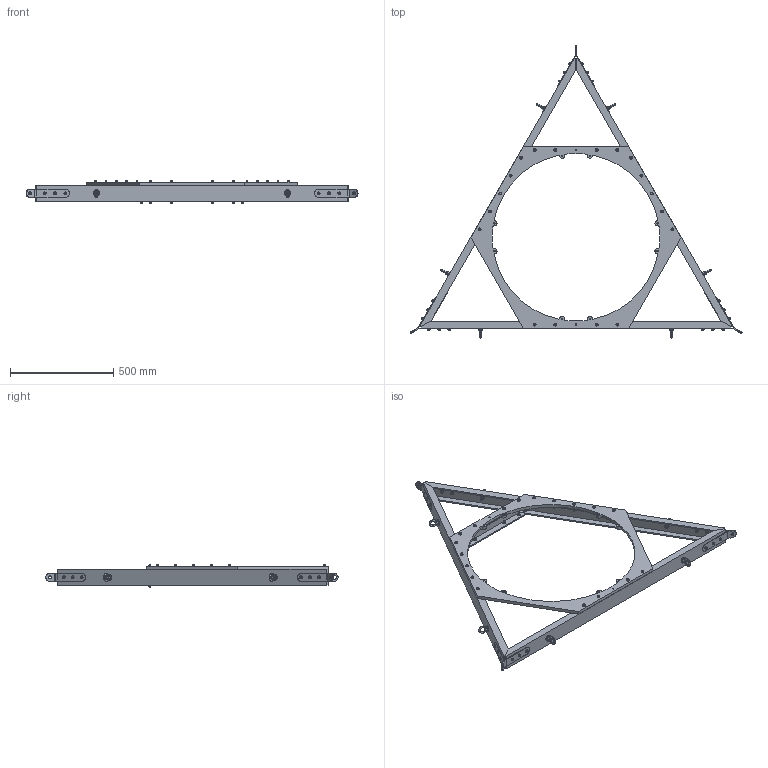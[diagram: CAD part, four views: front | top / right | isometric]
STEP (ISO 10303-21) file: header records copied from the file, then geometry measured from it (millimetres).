
FILE_DESCRIPTION (( 'STEP AP203' ), '1' );
FILE_NAME ('SA-019.STEP', '2018-11-01T11:44:50', ( '' ), ( '' ), 'SwSTEP 2.0', 'SolidWorks 2018', '' );
FILE_SCHEMA (( 'CONFIG_CONTROL_DESIGN' ));
Length unit declared in the file: millimetre
Products named in the file (13): 13; 27; 4; 1; 28; 46; 22; 0; SA-019; 66; 64; 24; 10
Assembly tree (114 placements, depth 3):
  SA-019
    0
    1  x3
    4  x6
    10  x6
    13  x6
    24  x3
      22
    27
    28  x18
    46  x42
    64  x2
    66  x24
Bounding box: 1605.15 x 1412.43 x 106.6 mm (x, y, z)
Volume: 6800586.7 mm3; surface area: 2020101.2 mm2
Topology: 115 solids, 115 shells, 3621 faces, 8451 edges, 5144 vertices
Faces by surface type: cone 966, plane 964, cylinder 875, torus 432, bspline 384
Entity records: 19917 total; most frequent: CARTESIAN_POINT 5647, DIRECTION 2323, ORIENTED_EDGE 1998, EDGE_CURVE 999, AXIS2_PLACEMENT_3D 978, VERTEX_POINT 640, EDGE_LOOP 513, CIRCLE 500
